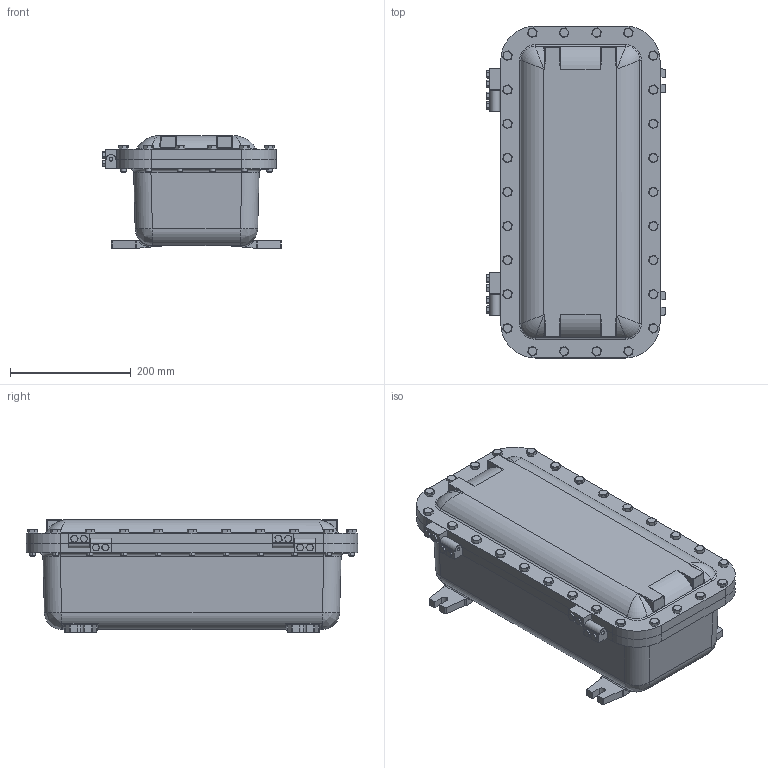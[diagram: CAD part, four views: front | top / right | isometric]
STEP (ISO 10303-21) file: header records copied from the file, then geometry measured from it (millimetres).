
FILE_DESCRIPTION (( 'STEP AP203' ), '1' );
FILE_NAME ('XCE 071805 N4 (B).stp', '2015-02-17T16:51:14', ( 'user' ), ( 'Microsoft' ), 'SwSTEP 2.0', 'SolidWorks 2015', '' );
FILE_SCHEMA (( 'CONFIG_CONTROL_DESIGN' ));
Length unit declared in the file: inch
Products named in the file (14): XCE 071805 N4 (B); 5471-7; 5351-M; 16853; 7343-G; DS928_9182-1; 1-224; 5221_5221-2; 4363; DS928_9182-1L; 5264-10; 2-506; 2-217; 11913_18" HINGED SIDE
Assembly tree (63 placements, depth 4):
  XCE 071805 N4 (B)
    5351-M
    7343-G
    1-224  x26
    16853
      4363  x6
      5264-10  x6
      2-217  x6
      5471-7
    11913_18" HINGED SIDE
      DS928_9182-1L  x2
        DS928_9182-1
        5221_5221-2
      DS928_9182-1  x2
      2-506  x8
Bounding box: 295.55 x 549.27 x 186.61 mm (x, y, z)
Volume: 7691240.5 mm3; surface area: 1212958.1 mm2
Topology: 61 solids, 61 shells, 1793 faces, 4511 edges, 2879 vertices
Faces by surface type: cylinder 754, plane 638, cone 202, bspline 187, torus 12
Entity records: 35979 total; most frequent: CARTESIAN_POINT 17364, DIRECTION 3299, ORIENTED_EDGE 3260, EDGE_CURVE 1630, AXIS2_PLACEMENT_3D 1251, VERTEX_POINT 1038, EDGE_LOOP 802, VECTOR 797
